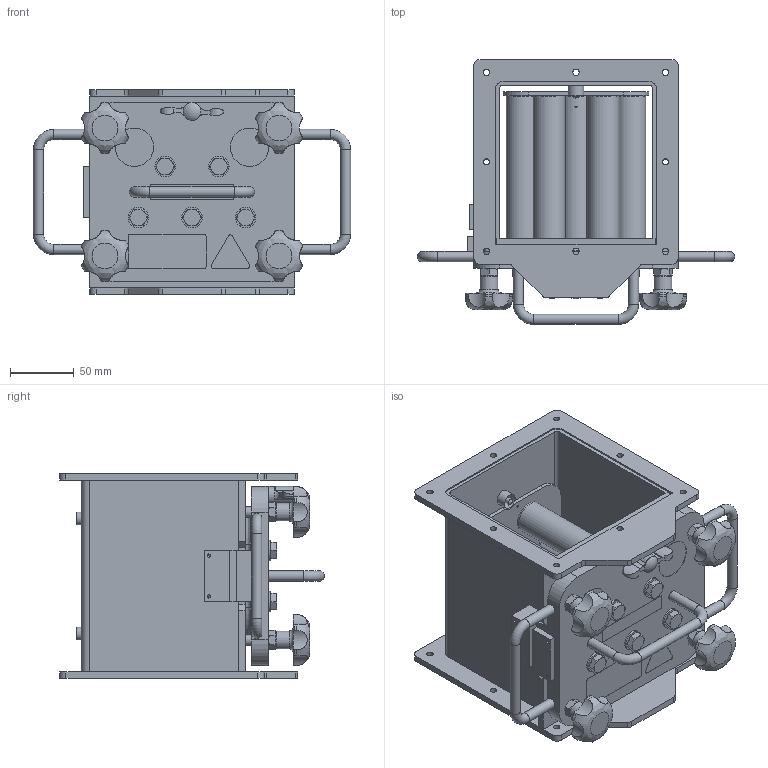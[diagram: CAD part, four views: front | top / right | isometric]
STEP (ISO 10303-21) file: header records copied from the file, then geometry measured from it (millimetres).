
FILE_DESCRIPTION(/* description */ (''),/* implementation_level */ '2;1');
FILE_NAME(/* name */ 'SECFP12030.stp',/* time_stamp */ '2023-06-21T15:18:53+02:00',/* author */ ('dk'),/* organization */ (''),/* preprocessor_version */ 'ST-DEVELOPER v18.1',/* originating_system */ 'Autodesk Inventor 2021',/* authorisation */ '');
FILE_SCHEMA (('AUTOMOTIVE_DESIGN { 1 0 10303 214 3 1 1 }'));
Length unit declared in the file: millimetre
Products named in the file (1): Part5
Bounding box: 248 x 207 x 160 mm (x, y, z)
Volume: 292834.2 mm3; surface area: 419354.5 mm2
Topology: 15 solids, 16 shells, 698 faces, 1670 edges, 1058 vertices
Faces by surface type: cylinder 270, plane 270, cone 89, torus 62, bspline 4, sphere 3
Full cylindrical faces by diameter (mm): 2.459 x4, 4.917 x18, 6 x1, 6.647 x9, 7 x1, 7.323 x5, 8 x22, 8.4 x5, 8.5 x5, 10 x6, 11.4 x5, 12 x2, 14 x5, 16 x5, 24 x5, 25 x15, 30 x2
Entity records: 22403 total; most frequent: CARTESIAN_POINT 5217, DIRECTION 3531, ORIENTED_EDGE 3336, EDGE_CURVE 1668, AXIS2_PLACEMENT_3D 1392, VERTEX_POINT 1058, EDGE_LOOP 833, LINE 747
